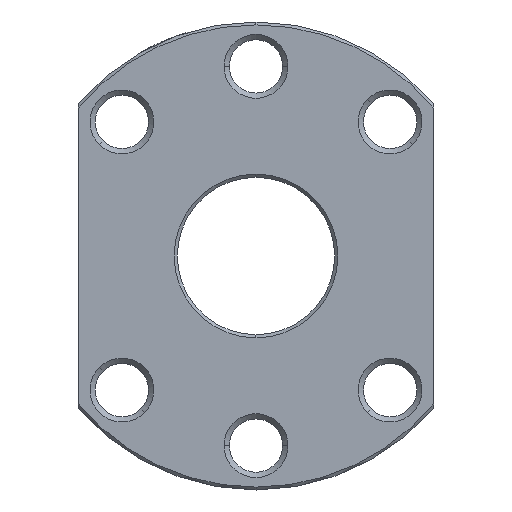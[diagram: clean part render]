
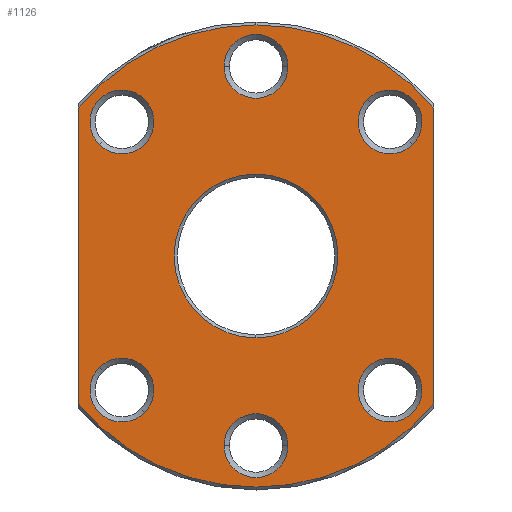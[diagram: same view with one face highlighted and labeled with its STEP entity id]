
A CAD part, left-side view. The second image highlights one B-rep face of the part: STEP entity #1126.
In plain terms, the highlighted planar face has unit normal (-1, 0, 0).
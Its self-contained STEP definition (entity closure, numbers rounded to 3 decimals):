
#58=PLANE('',#1273);
#104=CIRCLE('',#1149,28.642);
#105=CIRCLE('',#1151,3.96);
#109=CIRCLE('',#1158,3.96);
#113=CIRCLE('',#1165,3.96);
#117=CIRCLE('',#1172,3.96);
#121=CIRCLE('',#1179,3.96);
#125=CIRCLE('',#1186,3.96);
#129=CIRCLE('',#1193,28.642);
#133=CIRCLE('',#1200,10.14);
#142=CIRCLE('',#1218,10.14);
#154=CIRCLE('',#1235,28.642);
#157=CIRCLE('',#1242,3.96);
#160=CIRCLE('',#1248,3.96);
#163=CIRCLE('',#1254,3.96);
#166=CIRCLE('',#1260,3.96);
#169=CIRCLE('',#1266,3.96);
#172=CIRCLE('',#1272,3.96);
#173=CIRCLE('',#1274,28.642);
#196=VERTEX_POINT('',#1334);
#197=VERTEX_POINT('',#1338);
#198=VERTEX_POINT('',#1342);
#200=VERTEX_POINT('',#1345);
#206=VERTEX_POINT('',#1363);
#208=VERTEX_POINT('',#1366);
#214=VERTEX_POINT('',#1384);
#216=VERTEX_POINT('',#1387);
#222=VERTEX_POINT('',#1405);
#224=VERTEX_POINT('',#1408);
#230=VERTEX_POINT('',#1426);
#232=VERTEX_POINT('',#1429);
#238=VERTEX_POINT('',#1447);
#240=VERTEX_POINT('',#1450);
#246=VERTEX_POINT('',#1468);
#248=VERTEX_POINT('',#1471);
#254=VERTEX_POINT('',#1493);
#256=VERTEX_POINT('',#1496);
#268=VERTEX_POINT('',#1653);
#269=VERTEX_POINT('',#1654);
#336=VECTOR('',#1978,1.);
#341=VECTOR('',#2015,1.);
#402=LINE('',#1652,#336);
#407=LINE('',#1694,#341);
#428=EDGE_CURVE('',#197,#196,#104,.F.);
#430=EDGE_CURVE('',#200,#198,#105,.F.);
#440=EDGE_CURVE('',#208,#206,#109,.F.);
#450=EDGE_CURVE('',#216,#214,#113,.F.);
#460=EDGE_CURVE('',#224,#222,#117,.F.);
#470=EDGE_CURVE('',#232,#230,#121,.F.);
#480=EDGE_CURVE('',#240,#238,#125,.F.);
#490=EDGE_CURVE('',#246,#248,#129,.F.);
#500=EDGE_CURVE('',#256,#254,#133,.F.);
#521=EDGE_CURVE('',#254,#256,#142,.F.);
#522=EDGE_CURVE('',#268,#269,#402,.F.);
#542=EDGE_CURVE('',#268,#246,#154,.F.);
#543=EDGE_CURVE('',#197,#248,#407,.F.);
#546=EDGE_CURVE('',#238,#240,#157,.F.);
#549=EDGE_CURVE('',#230,#232,#160,.F.);
#552=EDGE_CURVE('',#222,#224,#163,.F.);
#555=EDGE_CURVE('',#214,#216,#166,.F.);
#558=EDGE_CURVE('',#206,#208,#169,.F.);
#561=EDGE_CURVE('',#198,#200,#172,.F.);
#562=EDGE_CURVE('',#196,#269,#173,.T.);
#839=ORIENTED_EDGE('',*,*,#521,.T.);
#840=ORIENTED_EDGE('',*,*,#500,.T.);
#841=ORIENTED_EDGE('',*,*,#522,.T.);
#842=ORIENTED_EDGE('',*,*,#562,.F.);
#843=ORIENTED_EDGE('',*,*,#428,.F.);
#844=ORIENTED_EDGE('',*,*,#543,.T.);
#845=ORIENTED_EDGE('',*,*,#490,.F.);
#846=ORIENTED_EDGE('',*,*,#542,.F.);
#847=ORIENTED_EDGE('',*,*,#546,.T.);
#848=ORIENTED_EDGE('',*,*,#480,.T.);
#849=ORIENTED_EDGE('',*,*,#549,.T.);
#850=ORIENTED_EDGE('',*,*,#470,.T.);
#851=ORIENTED_EDGE('',*,*,#552,.T.);
#852=ORIENTED_EDGE('',*,*,#460,.T.);
#853=ORIENTED_EDGE('',*,*,#555,.T.);
#854=ORIENTED_EDGE('',*,*,#450,.T.);
#855=ORIENTED_EDGE('',*,*,#558,.T.);
#856=ORIENTED_EDGE('',*,*,#440,.T.);
#857=ORIENTED_EDGE('',*,*,#561,.T.);
#858=ORIENTED_EDGE('',*,*,#430,.T.);
#960=EDGE_LOOP('',(#839,#840));
#961=EDGE_LOOP('',(#841,#842,#843,#844,#845,#846));
#962=EDGE_LOOP('',(#847,#848));
#963=EDGE_LOOP('',(#849,#850));
#964=EDGE_LOOP('',(#851,#852));
#965=EDGE_LOOP('',(#853,#854));
#966=EDGE_LOOP('',(#855,#856));
#967=EDGE_LOOP('',(#857,#858));
#1047=FACE_BOUND('',#960,.T.);
#1048=FACE_BOUND('',#961,.T.);
#1049=FACE_BOUND('',#962,.T.);
#1050=FACE_BOUND('',#963,.T.);
#1051=FACE_BOUND('',#964,.T.);
#1052=FACE_BOUND('',#965,.T.);
#1053=FACE_BOUND('',#966,.T.);
#1054=FACE_BOUND('',#967,.T.);
#1126=ADVANCED_FACE('',(#1047,#1048,#1049,#1050,#1051,#1052,#1053,#1054),
#58,.T.);
#1149=AXIS2_PLACEMENT_3D('',#1339,#1787,#1788);
#1151=AXIS2_PLACEMENT_3D('',#1344,#1792,#1793);
#1158=AXIS2_PLACEMENT_3D('',#1365,#1812,#1813);
#1165=AXIS2_PLACEMENT_3D('',#1386,#1832,#1833);
#1172=AXIS2_PLACEMENT_3D('',#1407,#1852,#1853);
#1179=AXIS2_PLACEMENT_3D('',#1428,#1872,#1873);
#1186=AXIS2_PLACEMENT_3D('',#1449,#1892,#1893);
#1193=AXIS2_PLACEMENT_3D('',#1470,#1912,#1913);
#1200=AXIS2_PLACEMENT_3D('',#1495,#1930,#1931);
#1218=AXIS2_PLACEMENT_3D('',#1650,#1975,#1976);
#1235=AXIS2_PLACEMENT_3D('',#1692,#2012,#2013);
#1242=AXIS2_PLACEMENT_3D('',#1700,#2026,#2027);
#1248=AXIS2_PLACEMENT_3D('',#1706,#2038,#2039);
#1254=AXIS2_PLACEMENT_3D('',#1712,#2050,#2051);
#1260=AXIS2_PLACEMENT_3D('',#1718,#2062,#2063);
#1266=AXIS2_PLACEMENT_3D('',#1724,#2074,#2075);
#1272=AXIS2_PLACEMENT_3D('',#1730,#2086,#2087);
#1273=AXIS2_PLACEMENT_3D('',#1731,#2088,$);
#1274=AXIS2_PLACEMENT_3D('',#1732,#2089,#2090);
#1334=CARTESIAN_POINT('',(80.,0.,-28.642));
#1338=CARTESIAN_POINT('',(80.,-22.,-18.34));
#1339=CARTESIAN_POINT('',(80.,0.,0.));
#1342=CARTESIAN_POINT('',(80.,-13.817,19.417));
#1344=CARTESIAN_POINT('',(80.,-16.617,16.617));
#1345=CARTESIAN_POINT('',(80.,-19.417,13.817));
#1363=CARTESIAN_POINT('',(80.,3.96,23.5));
#1365=CARTESIAN_POINT('',(80.,0.,23.5));
#1366=CARTESIAN_POINT('',(80.,-3.96,23.5));
#1384=CARTESIAN_POINT('',(80.,19.417,13.817));
#1386=CARTESIAN_POINT('',(80.,16.617,16.617));
#1387=CARTESIAN_POINT('',(80.,13.817,19.417));
#1405=CARTESIAN_POINT('',(80.,13.817,-19.417));
#1407=CARTESIAN_POINT('',(80.,16.617,-16.617));
#1408=CARTESIAN_POINT('',(80.,19.417,-13.817));
#1426=CARTESIAN_POINT('',(80.,-3.96,-23.5));
#1428=CARTESIAN_POINT('',(80.,0.,-23.5));
#1429=CARTESIAN_POINT('',(80.,3.96,-23.5));
#1447=CARTESIAN_POINT('',(80.,-19.417,-13.817));
#1449=CARTESIAN_POINT('',(80.,-16.617,-16.617));
#1450=CARTESIAN_POINT('',(80.,-13.817,-19.417));
#1468=CARTESIAN_POINT('',(80.,0.,28.642));
#1470=CARTESIAN_POINT('',(80.,0.,0.));
#1471=CARTESIAN_POINT('',(80.,-22.,18.34));
#1493=CARTESIAN_POINT('',(80.,0.,10.14));
#1495=CARTESIAN_POINT('',(80.,0.,0.));
#1496=CARTESIAN_POINT('',(80.,0.,-10.14));
#1650=CARTESIAN_POINT('',(80.,0.,0.));
#1652=CARTESIAN_POINT('',(80.,22.,7.161));
#1653=CARTESIAN_POINT('',(80.,22.,18.34));
#1654=CARTESIAN_POINT('',(80.,22.,-18.34));
#1692=CARTESIAN_POINT('',(80.,0.,0.));
#1694=CARTESIAN_POINT('',(80.,-22.,7.161));
#1700=CARTESIAN_POINT('',(80.,-16.617,-16.617));
#1706=CARTESIAN_POINT('',(80.,0.,-23.5));
#1712=CARTESIAN_POINT('',(80.,16.617,-16.617));
#1718=CARTESIAN_POINT('',(80.,16.617,16.617));
#1724=CARTESIAN_POINT('',(80.,0.,23.5));
#1730=CARTESIAN_POINT('',(80.,-16.617,16.617));
#1731=CARTESIAN_POINT('',(80.,0.,14.321));
#1732=CARTESIAN_POINT('',(80.,0.,0.));
#1787=DIRECTION('',(-1.,0.,0.));
#1788=DIRECTION('',(0.,0.,28.642));
#1792=DIRECTION('',(-1.,0.,0.));
#1793=DIRECTION('',(0.,2.8,2.8));
#1812=DIRECTION('',(-1.,0.,0.));
#1813=DIRECTION('',(0.,3.96,0.));
#1832=DIRECTION('',(-1.,0.,0.));
#1833=DIRECTION('',(0.,2.8,-2.8));
#1852=DIRECTION('',(-1.,0.,0.));
#1853=DIRECTION('',(0.,-2.8,-2.8));
#1872=DIRECTION('',(-1.,0.,0.));
#1873=DIRECTION('',(0.,-3.96,0.));
#1892=DIRECTION('',(-1.,0.,0.));
#1893=DIRECTION('',(0.,-2.8,2.8));
#1912=DIRECTION('',(-1.,0.,0.));
#1913=DIRECTION('',(0.,0.,28.642));
#1930=DIRECTION('',(-1.,0.,0.));
#1931=DIRECTION('',(0.,0.,10.14));
#1975=DIRECTION('',(-1.,0.,0.));
#1976=DIRECTION('',(0.,0.,10.14));
#1978=DIRECTION('',(0.,0.,1.));
#2012=DIRECTION('',(-1.,0.,0.));
#2013=DIRECTION('',(0.,0.,28.642));
#2015=DIRECTION('',(0.,0.,-1.));
#2026=DIRECTION('',(-1.,0.,0.));
#2027=DIRECTION('',(0.,-2.8,2.8));
#2038=DIRECTION('',(-1.,0.,0.));
#2039=DIRECTION('',(0.,-3.96,0.));
#2050=DIRECTION('',(-1.,0.,0.));
#2051=DIRECTION('',(0.,-2.8,-2.8));
#2062=DIRECTION('',(-1.,0.,0.));
#2063=DIRECTION('',(0.,2.8,-2.8));
#2074=DIRECTION('',(-1.,0.,0.));
#2075=DIRECTION('',(0.,3.96,0.));
#2086=DIRECTION('',(-1.,0.,0.));
#2087=DIRECTION('',(0.,2.8,2.8));
#2088=DIRECTION('',(-1.,0.,0.));
#2089=DIRECTION('',(1.,0.,0.));
#2090=DIRECTION('',(0.,0.,28.642));
